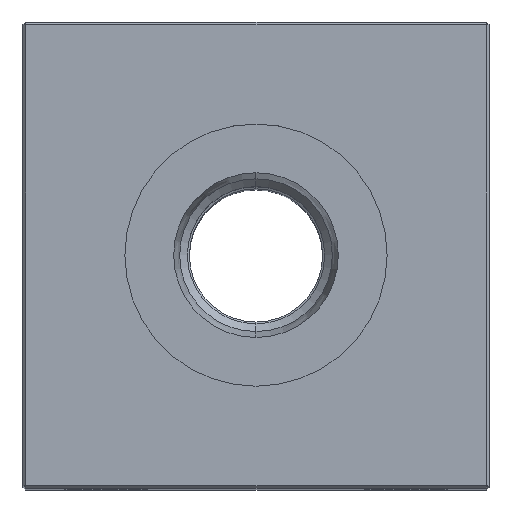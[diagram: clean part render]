
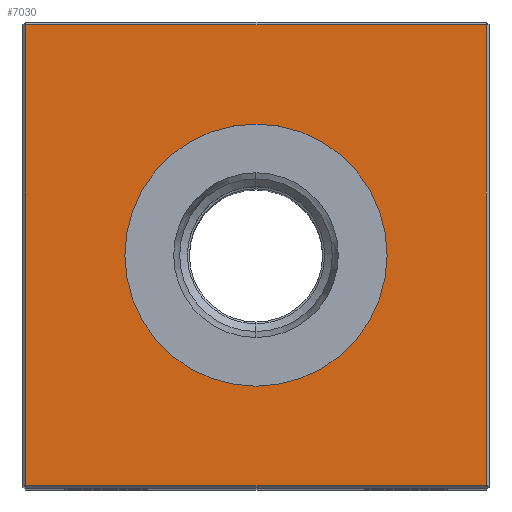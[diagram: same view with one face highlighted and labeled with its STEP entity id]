
A CAD part, top view. The second image highlights one B-rep face of the part: STEP entity #7030.
In plain terms, the highlighted planar face has unit normal (0, 0, 1).
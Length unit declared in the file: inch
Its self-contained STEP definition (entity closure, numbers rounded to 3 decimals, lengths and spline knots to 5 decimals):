
#112 = VERTEX_POINT ( 'NONE', #18023 ) ;
#436 = CARTESIAN_POINT ( 'NONE',  ( 0., 0.865, 3.75 ) ) ;
#1108 = ORIENTED_EDGE ( 'NONE', *, *, #16928, .T. ) ;
#1319 = DIRECTION ( 'NONE',  ( 0., 0., -1. ) ) ;
#1617 = EDGE_CURVE ( 'NONE', #6072, #3890, #3775, .T. ) ;
#2017 = EDGE_LOOP ( 'NONE', ( #1108, #18753, #22808, #21133 ) ) ;
#2784 = EDGE_CURVE ( 'NONE', #3890, #5982, #9951, .T. ) ;
#3775 = LINE ( 'NONE', #11198, #5705 ) ;
#3864 = CARTESIAN_POINT ( 'NONE',  ( 0., -0.49213, 3.75 ) ) ;
#3890 = VERTEX_POINT ( 'NONE', #22679 ) ;
#4389 = CIRCLE ( 'NONE', #7489, 0.49213 ) ;
#4669 = DIRECTION ( 'NONE',  ( 0., 0., -1. ) ) ;
#5705 = VECTOR ( 'NONE', #18511, 39.37008 ) ;
#5982 = VERTEX_POINT ( 'NONE', #17166 ) ;
#6072 = VERTEX_POINT ( 'NONE', #22540 ) ;
#6152 = CARTESIAN_POINT ( 'NONE',  ( 0., -0.865, 3.75 ) ) ;
#6258 = EDGE_CURVE ( 'NONE', #112, #16602, #4389, .T. ) ;
#6913 = FACE_OUTER_BOUND ( 'NONE', #2017, .T. ) ;
#7030 = ADVANCED_FACE ( 'NONE', ( #6913, #12521 ), #7731, .F. ) ;
#7044 = DIRECTION ( 'NONE',  ( -1., 0., 0. ) ) ;
#7489 = AXIS2_PLACEMENT_3D ( 'NONE', #10715, #1319, #7044 ) ;
#7731 = PLANE ( 'NONE',  #14936 ) ;
#8839 = VECTOR ( 'NONE', #21014, 39.37008 ) ;
#9434 = DIRECTION ( 'NONE',  ( 0., 0., -1. ) ) ;
#9582 = DIRECTION ( 'NONE',  ( -1., 0., 0. ) ) ;
#9951 = LINE ( 'NONE', #436, #21965 ) ;
#10027 = DIRECTION ( 'NONE',  ( -1., 0., 0. ) ) ;
#10269 = AXIS2_PLACEMENT_3D ( 'NONE', #17580, #4669, #10027 ) ;
#10602 = ORIENTED_EDGE ( 'NONE', *, *, #6258, .T. ) ;
#10715 = CARTESIAN_POINT ( 'NONE',  ( 0., 0., 3.75 ) ) ;
#11045 = EDGE_CURVE ( 'NONE', #16602, #112, #12976, .T. ) ;
#11198 = CARTESIAN_POINT ( 'NONE',  ( 0.865, 0., 3.75 ) ) ;
#11863 = VECTOR ( 'NONE', #18543, 39.37008 ) ;
#12521 = FACE_BOUND ( 'NONE', #22126, .T. ) ;
#12976 = CIRCLE ( 'NONE', #10269, 0.49213 ) ;
#14456 = CARTESIAN_POINT ( 'NONE',  ( -0.865, -0.865, 3.75 ) ) ;
#14660 = CARTESIAN_POINT ( 'NONE',  ( -0.865, 0., 3.75 ) ) ;
#14779 = EDGE_CURVE ( 'NONE', #23157, #6072, #22858, .T. ) ;
#14936 = AXIS2_PLACEMENT_3D ( 'NONE', #20531, #9434, #24093 ) ;
#16602 = VERTEX_POINT ( 'NONE', #3864 ) ;
#16928 = EDGE_CURVE ( 'NONE', #5982, #23157, #16958, .T. ) ;
#16958 = LINE ( 'NONE', #14660, #11863 ) ;
#17166 = CARTESIAN_POINT ( 'NONE',  ( -0.865, 0.865, 3.75 ) ) ;
#17580 = CARTESIAN_POINT ( 'NONE',  ( 0., 0., 3.75 ) ) ;
#18023 = CARTESIAN_POINT ( 'NONE',  ( 0., 0.49213, 3.75 ) ) ;
#18511 = DIRECTION ( 'NONE',  ( 0., 1., 0. ) ) ;
#18543 = DIRECTION ( 'NONE',  ( 0., -1., 0. ) ) ;
#18753 = ORIENTED_EDGE ( 'NONE', *, *, #14779, .T. ) ;
#20531 = CARTESIAN_POINT ( 'NONE',  ( 0., 0., 3.75 ) ) ;
#20918 = ORIENTED_EDGE ( 'NONE', *, *, #11045, .T. ) ;
#21014 = DIRECTION ( 'NONE',  ( 1., 0., 0. ) ) ;
#21133 = ORIENTED_EDGE ( 'NONE', *, *, #2784, .T. ) ;
#21965 = VECTOR ( 'NONE', #9582, 39.37008 ) ;
#22126 = EDGE_LOOP ( 'NONE', ( #10602, #20918 ) ) ;
#22540 = CARTESIAN_POINT ( 'NONE',  ( 0.865, -0.865, 3.75 ) ) ;
#22679 = CARTESIAN_POINT ( 'NONE',  ( 0.865, 0.865, 3.75 ) ) ;
#22808 = ORIENTED_EDGE ( 'NONE', *, *, #1617, .T. ) ;
#22858 = LINE ( 'NONE', #6152, #8839 ) ;
#23157 = VERTEX_POINT ( 'NONE', #14456 ) ;
#24093 = DIRECTION ( 'NONE',  ( -1., 0., 0. ) ) ;
